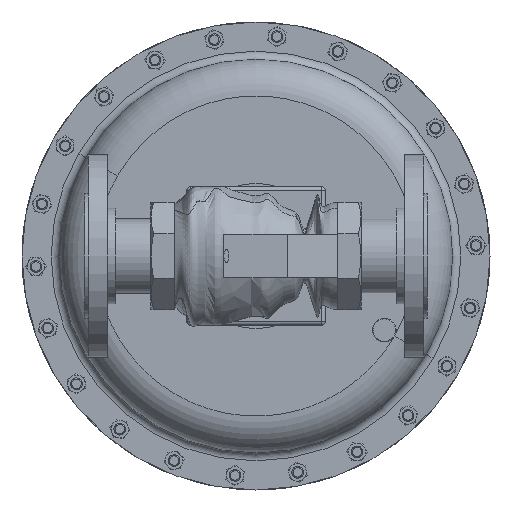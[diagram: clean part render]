
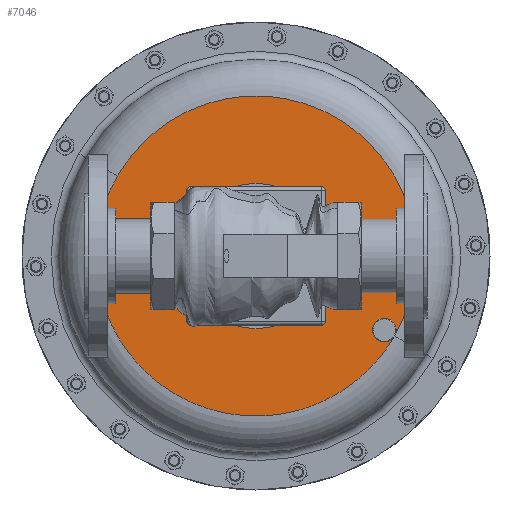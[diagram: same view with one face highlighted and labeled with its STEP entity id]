
A CAD part, front view. The second image highlights one B-rep face of the part: STEP entity #7046.
In plain terms, the highlighted planar face has unit normal (0, -1, 0).
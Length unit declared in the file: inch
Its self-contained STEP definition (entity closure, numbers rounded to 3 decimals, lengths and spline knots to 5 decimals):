
#482 = VERTEX_POINT ( 'NONE', #51046 ) ;
#1443 = ORIENTED_EDGE ( 'NONE', *, *, #25644, .F. ) ;
#3083 = CARTESIAN_POINT ( 'NONE',  ( 4.11362, 8.92, -2.375 ) ) ;
#3818 = ORIENTED_EDGE ( 'NONE', *, *, #26609, .F. ) ;
#4550 = DIRECTION ( 'NONE',  ( 0., 1., 0. ) ) ;
#5337 = CARTESIAN_POINT ( 'NONE',  ( 3.78886, 8.92, -2.1875 ) ) ;
#5516 = DIRECTION ( 'NONE',  ( 0., 1., 0. ) ) ;
#5627 = EDGE_LOOP ( 'NONE', ( #3818, #10925, #52955, #1443 ) ) ;
#6672 = AXIS2_PLACEMENT_3D ( 'NONE', #50113, #24109, #54489 ) ;
#7046 = ADVANCED_FACE ( 'NONE', ( #30785, #9118 ), #25820, .T. ) ;
#7434 = DIRECTION ( 'NONE',  ( 0.866, 0., -0.5 ) ) ;
#8298 = ORIENTED_EDGE ( 'NONE', *, *, #29344, .T. ) ;
#8582 = AXIS2_PLACEMENT_3D ( 'NONE', #30483, #4550, #34855 ) ;
#9118 = FACE_OUTER_BOUND ( 'NONE', #5627, .T. ) ;
#9714 = VERTEX_POINT ( 'NONE', #31659 ) ;
#9988 = AXIS2_PLACEMENT_3D ( 'NONE', #3083, #33399, #7434 ) ;
#10925 = ORIENTED_EDGE ( 'NONE', *, *, #55697, .T. ) ;
#11132 = CIRCLE ( 'NONE', #22162, 5.125 ) ;
#11401 = AXIS2_PLACEMENT_3D ( 'NONE', #31441, #5516, #35830 ) ;
#12500 = VERTEX_POINT ( 'NONE', #53816 ) ;
#14659 = DIRECTION ( 'NONE',  ( 0., 1., 0. ) ) ;
#14856 = VERTEX_POINT ( 'NONE', #5337 ) ;
#21279 = CIRCLE ( 'NONE', #11401, 2.325 ) ;
#21963 = CIRCLE ( 'NONE', #6672, 2.325 ) ;
#22162 = AXIS2_PLACEMENT_3D ( 'NONE', #40608, #14659, #44971 ) ;
#22406 = CARTESIAN_POINT ( 'NONE',  ( -4.43838, 8.92, 2.5625 ) ) ;
#23663 = CARTESIAN_POINT ( 'NONE',  ( 0., 8.92, 0. ) ) ;
#24109 = DIRECTION ( 'NONE',  ( 0., 1., 0. ) ) ;
#25644 = EDGE_CURVE ( 'NONE', #48245, #12500, #51267, .T. ) ;
#25820 = PLANE ( 'NONE',  #45982 ) ;
#26609 = EDGE_CURVE ( 'NONE', #12500, #48245, #11132, .T. ) ;
#27730 = EDGE_LOOP ( 'NONE', ( #35924, #8298 ) ) ;
#28003 = DIRECTION ( 'NONE',  ( 0.866, 0., -0.5 ) ) ;
#29344 = EDGE_CURVE ( 'NONE', #9714, #482, #21963, .T. ) ;
#29679 = EDGE_CURVE ( 'NONE', #482, #9714, #21279, .T. ) ;
#30170 = DIRECTION ( 'NONE',  ( -0.866, 0., 0.5 ) ) ;
#30483 = CARTESIAN_POINT ( 'NONE',  ( 4.11362, 8.92, -2.375 ) ) ;
#30785 = FACE_BOUND ( 'NONE', #27730, .T. ) ;
#31441 = CARTESIAN_POINT ( 'NONE',  ( 0., 8.92, 0. ) ) ;
#31659 = CARTESIAN_POINT ( 'NONE',  ( 0., 8.92, 2.325 ) ) ;
#33399 = DIRECTION ( 'NONE',  ( 0., 1., 0. ) ) ;
#34855 = DIRECTION ( 'NONE',  ( 0.866, 0., -0.5 ) ) ;
#35830 = DIRECTION ( 'NONE',  ( 0., 0., -1. ) ) ;
#35924 = ORIENTED_EDGE ( 'NONE', *, *, #29679, .T. ) ;
#40608 = CARTESIAN_POINT ( 'NONE',  ( 0., 8.92, 0. ) ) ;
#43089 = CARTESIAN_POINT ( 'NONE',  ( -2.5625, 8.92, -4.43838 ) ) ;
#43097 = CIRCLE ( 'NONE', #8582, 0.375 ) ;
#44078 = EDGE_CURVE ( 'NONE', #14856, #12500, #43097, .T. ) ;
#44971 = DIRECTION ( 'NONE',  ( 0.866, 0., -0.5 ) ) ;
#45982 = AXIS2_PLACEMENT_3D ( 'NONE', #43089, #56199, #30170 ) ;
#48245 = VERTEX_POINT ( 'NONE', #22406 ) ;
#48308 = CIRCLE ( 'NONE', #9988, 0.375 ) ;
#48657 = AXIS2_PLACEMENT_3D ( 'NONE', #23663, #54027, #28003 ) ;
#50113 = CARTESIAN_POINT ( 'NONE',  ( 0., 8.92, 0. ) ) ;
#51046 = CARTESIAN_POINT ( 'NONE',  ( 0., 8.92, -2.325 ) ) ;
#51267 = CIRCLE ( 'NONE', #48657, 5.125 ) ;
#52955 = ORIENTED_EDGE ( 'NONE', *, *, #44078, .T. ) ;
#53816 = CARTESIAN_POINT ( 'NONE',  ( 4.43838, 8.92, -2.5625 ) ) ;
#54027 = DIRECTION ( 'NONE',  ( 0., 1., 0. ) ) ;
#54489 = DIRECTION ( 'NONE',  ( 0., 0., -1. ) ) ;
#55697 = EDGE_CURVE ( 'NONE', #12500, #14856, #48308, .T. ) ;
#56199 = DIRECTION ( 'NONE',  ( 0., -1., 0. ) ) ;
